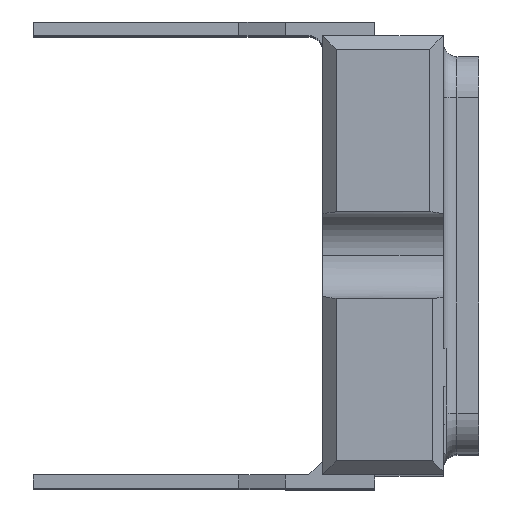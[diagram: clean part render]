
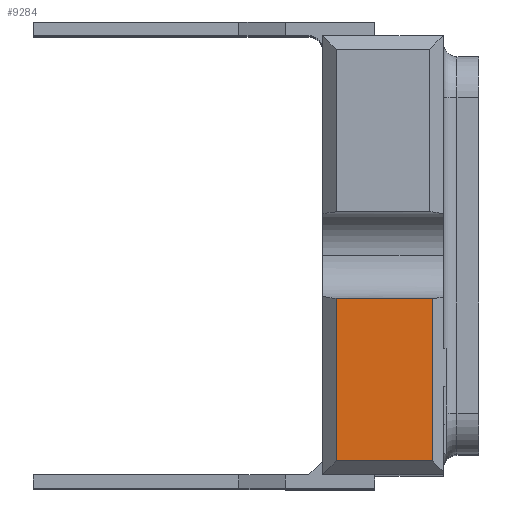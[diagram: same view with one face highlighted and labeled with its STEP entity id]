
A CAD part, top view. The second image highlights one B-rep face of the part: STEP entity #9284.
In plain terms, the highlighted planar face has unit normal (0, 0, 1).
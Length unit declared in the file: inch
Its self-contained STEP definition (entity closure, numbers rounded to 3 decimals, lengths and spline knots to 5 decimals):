
#248 = LINE ( 'NONE', #12156, #5721 ) ;
#401 = EDGE_CURVE ( 'NONE', #3880, #6924, #3239, .T. ) ;
#696 = FACE_OUTER_BOUND ( 'NONE', #8504, .T. ) ;
#1136 = LINE ( 'NONE', #3054, #8030 ) ;
#1681 = DIRECTION ( 'NONE',  ( -1., 0., 0. ) ) ;
#3054 = CARTESIAN_POINT ( 'NONE',  ( -0.211, -0.0315, 0.38 ) ) ;
#3239 = LINE ( 'NONE', #7819, #11318 ) ;
#3404 = CARTESIAN_POINT ( 'NONE',  ( 0.08, -0.15, 0.38 ) ) ;
#3662 = ORIENTED_EDGE ( 'NONE', *, *, #12793, .T. ) ;
#3685 = EDGE_CURVE ( 'NONE', #13666, #9110, #14301, .T. ) ;
#3771 = EDGE_CURVE ( 'NONE', #6924, #13666, #1136, .T. ) ;
#3795 = CARTESIAN_POINT ( 'NONE',  ( 0.08, -0.0315, 0.38 ) ) ;
#3880 = VERTEX_POINT ( 'NONE', #3404 ) ;
#4279 = CARTESIAN_POINT ( 'NONE',  ( 0.01, -0.0315, 0.38 ) ) ;
#5721 = VECTOR ( 'NONE', #16036, 39.37008 ) ;
#6654 = CARTESIAN_POINT ( 'NONE',  ( 0.01, 0.16, 0.38 ) ) ;
#6924 = VERTEX_POINT ( 'NONE', #3795 ) ;
#7208 = PLANE ( 'NONE',  #7224 ) ;
#7224 = AXIS2_PLACEMENT_3D ( 'NONE', #16111, #12284, #10878 ) ;
#7819 = CARTESIAN_POINT ( 'NONE',  ( 0.08, -0.06772, 0.38 ) ) ;
#8030 = VECTOR ( 'NONE', #1681, 39.37008 ) ;
#8504 = EDGE_LOOP ( 'NONE', ( #13890, #14509, #3662, #16275 ) ) ;
#9110 = VERTEX_POINT ( 'NONE', #9300 ) ;
#9284 = ADVANCED_FACE ( 'NONE', ( #696 ), #7208, .F. ) ;
#9300 = CARTESIAN_POINT ( 'NONE',  ( 0.01, -0.15, 0.38 ) ) ;
#10473 = DIRECTION ( 'NONE',  ( 0., 1., 0. ) ) ;
#10878 = DIRECTION ( 'NONE',  ( -1., 0., 0. ) ) ;
#11318 = VECTOR ( 'NONE', #10473, 39.37008 ) ;
#11682 = DIRECTION ( 'NONE',  ( 0., -1., 0. ) ) ;
#12156 = CARTESIAN_POINT ( 'NONE',  ( 0.088, -0.15, 0.38 ) ) ;
#12284 = DIRECTION ( 'NONE',  ( 0., 0., -1. ) ) ;
#12462 = VECTOR ( 'NONE', #11682, 39.37008 ) ;
#12793 = EDGE_CURVE ( 'NONE', #9110, #3880, #248, .T. ) ;
#13666 = VERTEX_POINT ( 'NONE', #4279 ) ;
#13890 = ORIENTED_EDGE ( 'NONE', *, *, #3771, .T. ) ;
#14301 = LINE ( 'NONE', #6654, #12462 ) ;
#14509 = ORIENTED_EDGE ( 'NONE', *, *, #3685, .T. ) ;
#16036 = DIRECTION ( 'NONE',  ( 1., 0., 0. ) ) ;
#16111 = CARTESIAN_POINT ( 'NONE',  ( 0.088, 0.16, 0.38 ) ) ;
#16275 = ORIENTED_EDGE ( 'NONE', *, *, #401, .T. ) ;
